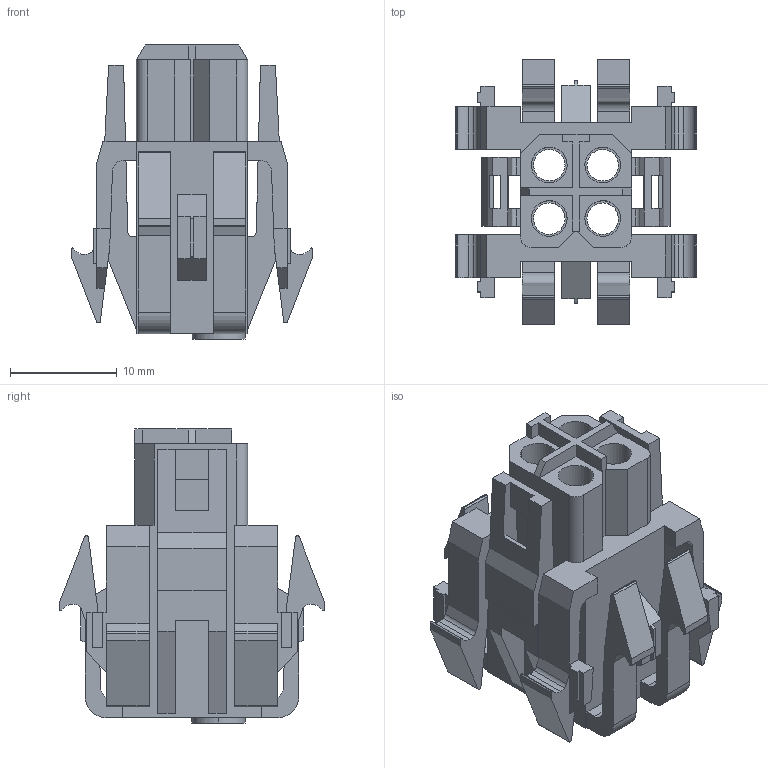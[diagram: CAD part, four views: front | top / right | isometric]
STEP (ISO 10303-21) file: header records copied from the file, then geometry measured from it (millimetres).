
FILE_DESCRIPTION(('CATIA V5 STEP Exchange','CAx-IF Rec.Pracs.--- Model Styling and Organization---1.2---2011-12-15'),'2;1');
FILE_NAME ('D1451774_1_1413000000_1413000000.stp','2018-09-21T15:32:58+00:00',('none'),('Weidmueller'),'CATIA Version 5-6 Release 2014','CATIA V5 STEP AP214','none');
FILE_SCHEMA(('AUTOMOTIVE_DESIGN { 1 0 10303 214 1 1 1 1 }'));
Length unit declared in the file: millimetre
Products named in the file (1): 1413000000
Bounding box: 22.6 x 24.8 x 27.5 mm (x, y, z)
Volume: 3592.1 mm3; surface area: 5157.3 mm2
Topology: 1 solids, 1 shells, 333 faces, 956 edges, 636 vertices
Faces by surface type: plane 225, cylinder 108
Entity records: 9902 total; most frequent: ORIENTED_EDGE 1912, CARTESIAN_POINT 1764, DIRECTION 1298, EDGE_CURVE 956, VECTOR 740, LINE 740, VERTEX_POINT 636, AXIS2_PLACEMENT_3D 388
